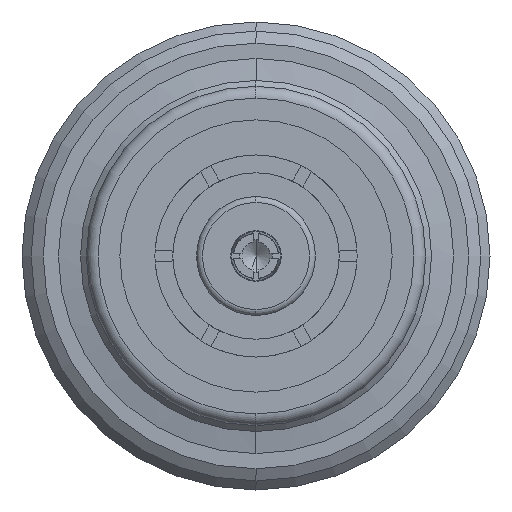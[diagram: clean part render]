
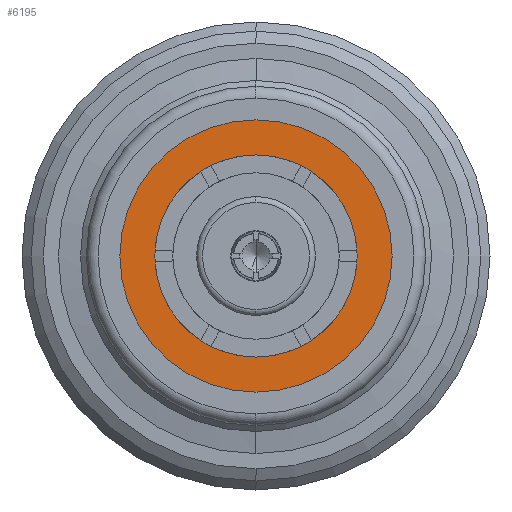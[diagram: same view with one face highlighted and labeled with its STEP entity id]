
A CAD part, left-side view. The second image highlights one B-rep face of the part: STEP entity #6195.
In plain terms, the highlighted face is planar.
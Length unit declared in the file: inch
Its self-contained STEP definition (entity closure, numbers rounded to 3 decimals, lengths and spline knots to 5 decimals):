
#20 = CIRCLE ( 'NONE', #5416, 0.17 ) ;
#136 = VERTEX_POINT ( 'NONE', #6223 ) ;
#263 = AXIS2_PLACEMENT_3D ( 'NONE', #8120, #8087, #4221 ) ;
#445 = ORIENTED_EDGE ( 'NONE', *, *, #4267, .F. ) ;
#758 = EDGE_LOOP ( 'NONE', ( #3084, #6176 ) ) ;
#936 = AXIS2_PLACEMENT_3D ( 'NONE', #5701, #6970, #3164 ) ;
#1214 = CARTESIAN_POINT ( 'NONE',  ( 0., 0., 0.14583 ) ) ;
#1375 = DIRECTION ( 'NONE',  ( -1., 0., 0. ) ) ;
#1812 = DIRECTION ( 'NONE',  ( 0., 0., -1. ) ) ;
#1936 = FACE_BOUND ( 'NONE', #4138, .T. ) ;
#2012 = CARTESIAN_POINT ( 'NONE',  ( 0.229, 0., 0.14583 ) ) ;
#2365 = EDGE_CURVE ( 'NONE', #7136, #4025, #5620, .T. ) ;
#2951 = CARTESIAN_POINT ( 'NONE',  ( 0., 0., 0.14583 ) ) ;
#3084 = ORIENTED_EDGE ( 'NONE', *, *, #2365, .T. ) ;
#3164 = DIRECTION ( 'NONE',  ( -1., 0., 0. ) ) ;
#3507 = CIRCLE ( 'NONE', #263, 0.17 ) ;
#4025 = VERTEX_POINT ( 'NONE', #2012 ) ;
#4138 = EDGE_LOOP ( 'NONE', ( #445, #7134 ) ) ;
#4221 = DIRECTION ( 'NONE',  ( -1., 0., 0. ) ) ;
#4267 = EDGE_CURVE ( 'NONE', #136, #7040, #20, .T. ) ;
#4681 = CIRCLE ( 'NONE', #936, 0.229 ) ;
#4723 = CARTESIAN_POINT ( 'NONE',  ( -0.17, 0., 0.14583 ) ) ;
#5416 = AXIS2_PLACEMENT_3D ( 'NONE', #1214, #1812, #7613 ) ;
#5423 = CARTESIAN_POINT ( 'NONE',  ( -0.229, 0., 0.14583 ) ) ;
#5620 = CIRCLE ( 'NONE', #6391, 0.229 ) ;
#5701 = CARTESIAN_POINT ( 'NONE',  ( 0., 0., 0.14583 ) ) ;
#5864 = CARTESIAN_POINT ( 'NONE',  ( 0., 0., 0.14583 ) ) ;
#6176 = ORIENTED_EDGE ( 'NONE', *, *, #7993, .T. ) ;
#6195 = ADVANCED_FACE ( 'NONE', ( #6350, #1936 ), #7219, .T. ) ;
#6207 = DIRECTION ( 'NONE',  ( -1., 0., 0. ) ) ;
#6223 = CARTESIAN_POINT ( 'NONE',  ( 0.17, 0., 0.14583 ) ) ;
#6345 = EDGE_CURVE ( 'NONE', #7040, #136, #3507, .T. ) ;
#6350 = FACE_OUTER_BOUND ( 'NONE', #758, .T. ) ;
#6391 = AXIS2_PLACEMENT_3D ( 'NONE', #2951, #7458, #6207 ) ;
#6970 = DIRECTION ( 'NONE',  ( 0., 0., -1. ) ) ;
#7040 = VERTEX_POINT ( 'NONE', #4723 ) ;
#7111 = DIRECTION ( 'NONE',  ( 0., 0., -1. ) ) ;
#7134 = ORIENTED_EDGE ( 'NONE', *, *, #6345, .F. ) ;
#7136 = VERTEX_POINT ( 'NONE', #5423 ) ;
#7219 = PLANE ( 'NONE',  #7634 ) ;
#7458 = DIRECTION ( 'NONE',  ( 0., 0., -1. ) ) ;
#7613 = DIRECTION ( 'NONE',  ( -1., 0., 0. ) ) ;
#7634 = AXIS2_PLACEMENT_3D ( 'NONE', #5864, #7111, #1375 ) ;
#7993 = EDGE_CURVE ( 'NONE', #4025, #7136, #4681, .T. ) ;
#8087 = DIRECTION ( 'NONE',  ( 0., 0., -1. ) ) ;
#8120 = CARTESIAN_POINT ( 'NONE',  ( 0., 0., 0.14583 ) ) ;
